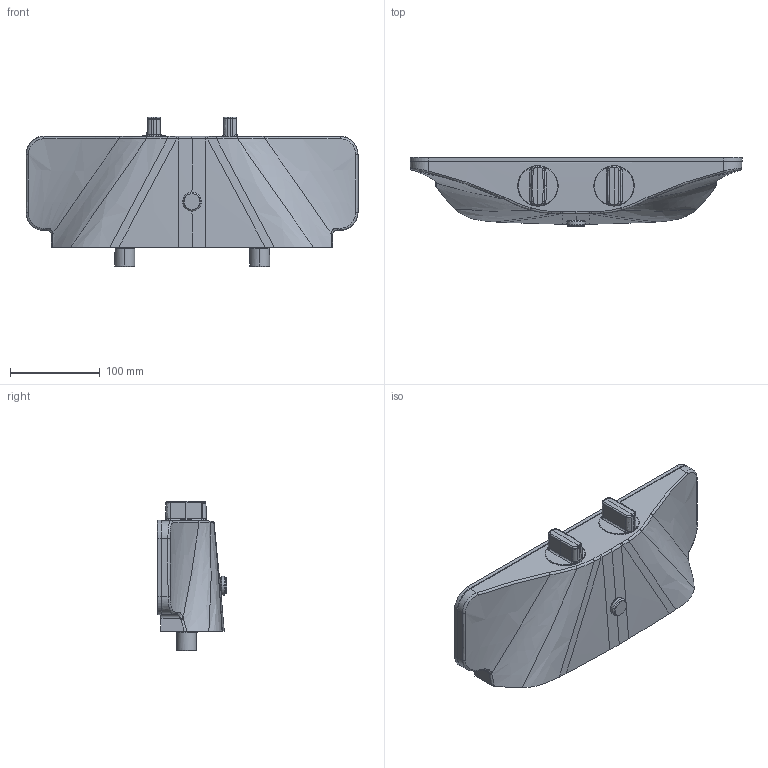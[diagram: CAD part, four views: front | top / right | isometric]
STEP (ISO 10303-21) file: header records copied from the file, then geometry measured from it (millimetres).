
FILE_DESCRIPTION (( 'STEP AP203' ), '1' );
FILE_NAME ('5863017184.STEP', '2018-05-29T10:43:41', ( '' ), ( '' ), 'SwSTEP 2.0', 'SolidWorks 2016', '' );
FILE_SCHEMA (( 'CONFIG_CONTROL_DESIGN' ));
Length unit declared in the file: millimetre
Products named in the file (1): 5863017184
Bounding box: 370.6 x 77.5 x 167.43 mm (x, y, z)
Volume: 2186821.8 mm3; surface area: 145640.3 mm2
Topology: 1 solids, 1 shells, 292 faces, 743 edges, 455 vertices
Faces by surface type: bspline 155, cylinder 43, plane 43, torus 29, cone 14, sphere 8
Entity records: 20358 total; most frequent: CARTESIAN_POINT 14749, ORIENTED_EDGE 1480, EDGE_CURVE 740, DIRECTION 643, VERTEX_POINT 455, B_SPLINE_CURVE_WITH_KNOTS 448, EDGE_LOOP 297, FACE_OUTER_BOUND 292
